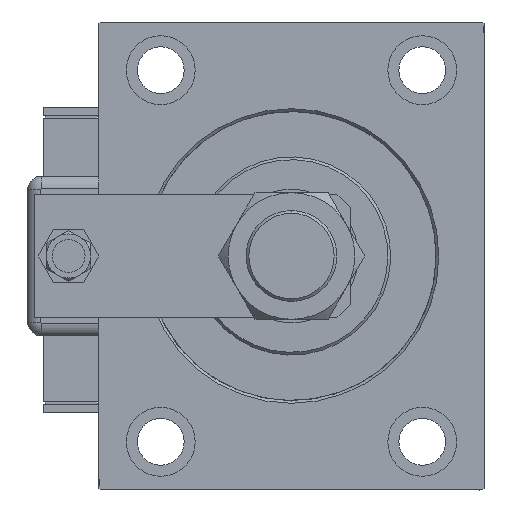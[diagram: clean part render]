
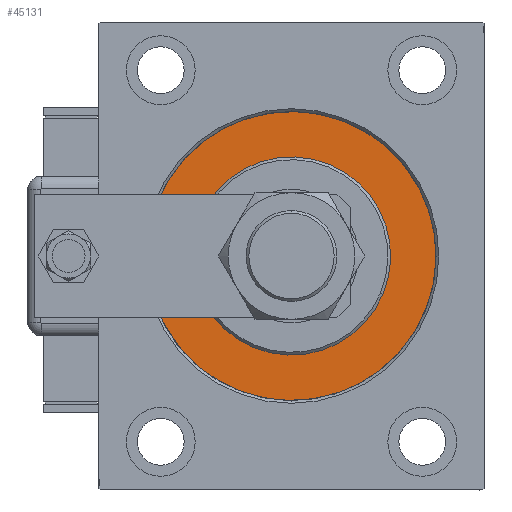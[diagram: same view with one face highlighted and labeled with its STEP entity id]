
A CAD part, left-side view. The second image highlights one B-rep face of the part: STEP entity #45131.
In plain terms, the highlighted face is planar.
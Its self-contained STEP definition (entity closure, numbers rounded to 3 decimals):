
#324 = CIRCLE ( 'NONE', #12273, 36. ) ;
#560 = DIRECTION ( 'NONE',  ( -1., 0., 0. ) ) ;
#1938 = VERTEX_POINT ( 'NONE', #60903 ) ;
#3325 = DIRECTION ( 'NONE',  ( 0., 0., -1. ) ) ;
#3710 = DIRECTION ( 'NONE',  ( -1., 0., 0. ) ) ;
#4969 = DIRECTION ( 'NONE',  ( -1., 0., 0. ) ) ;
#5004 = CARTESIAN_POINT ( 'NONE',  ( 0., 0., 36. ) ) ;
#8710 = ORIENTED_EDGE ( 'NONE', *, *, #10244, .F. ) ;
#10244 = EDGE_CURVE ( 'NONE', #27956, #1938, #22167, .T. ) ;
#12273 = AXIS2_PLACEMENT_3D ( 'NONE', #45799, #27228, #3325 ) ;
#13148 = CARTESIAN_POINT ( 'NONE',  ( 0., 0., 52.5 ) ) ;
#14323 = EDGE_LOOP ( 'NONE', ( #43583, #8710 ) ) ;
#15406 = FACE_BOUND ( 'NONE', #32944, .T. ) ;
#17909 = ORIENTED_EDGE ( 'NONE', *, *, #25634, .F. ) ;
#22167 = CIRCLE ( 'NONE', #46974, 52.5 ) ;
#23209 = CIRCLE ( 'NONE', #50880, 52.5 ) ;
#25298 = EDGE_CURVE ( 'NONE', #1938, #27956, #23209, .T. ) ;
#25634 = EDGE_CURVE ( 'NONE', #43162, #48231, #324, .T. ) ;
#27228 = DIRECTION ( 'NONE',  ( 1., 0., 0. ) ) ;
#27956 = VERTEX_POINT ( 'NONE', #13148 ) ;
#28559 = DIRECTION ( 'NONE',  ( 0., 0., 1. ) ) ;
#29996 = FACE_OUTER_BOUND ( 'NONE', #14323, .T. ) ;
#32944 = EDGE_LOOP ( 'NONE', ( #36497, #17909 ) ) ;
#36497 = ORIENTED_EDGE ( 'NONE', *, *, #60065, .F. ) ;
#38550 = AXIS2_PLACEMENT_3D ( 'NONE', #52325, #560, #48886 ) ;
#41235 = CARTESIAN_POINT ( 'NONE',  ( 0., 0., 0. ) ) ;
#43162 = VERTEX_POINT ( 'NONE', #51852 ) ;
#43583 = ORIENTED_EDGE ( 'NONE', *, *, #25298, .F. ) ;
#43802 = CARTESIAN_POINT ( 'NONE',  ( 0., 0., 0. ) ) ;
#45131 = ADVANCED_FACE ( 'NONE', ( #15406, #29996 ), #57557, .F. ) ;
#45799 = CARTESIAN_POINT ( 'NONE',  ( 0., 0., 0. ) ) ;
#46974 = AXIS2_PLACEMENT_3D ( 'NONE', #51776, #4969, #28559 ) ;
#48231 = VERTEX_POINT ( 'NONE', #5004 ) ;
#48886 = DIRECTION ( 'NONE',  ( 0., 0., 1. ) ) ;
#49358 = DIRECTION ( 'NONE',  ( 0., 0., -1. ) ) ;
#49674 = CIRCLE ( 'NONE', #60396, 36. ) ;
#50880 = AXIS2_PLACEMENT_3D ( 'NONE', #41235, #3710, #55465 ) ;
#51776 = CARTESIAN_POINT ( 'NONE',  ( 0., 0., 0. ) ) ;
#51852 = CARTESIAN_POINT ( 'NONE',  ( 0., 0., -36. ) ) ;
#52325 = CARTESIAN_POINT ( 'NONE',  ( 0., 0., 0. ) ) ;
#55465 = DIRECTION ( 'NONE',  ( 0., 0., 1. ) ) ;
#57557 = PLANE ( 'NONE',  #38550 ) ;
#58631 = DIRECTION ( 'NONE',  ( 1., 0., 0. ) ) ;
#60065 = EDGE_CURVE ( 'NONE', #48231, #43162, #49674, .T. ) ;
#60396 = AXIS2_PLACEMENT_3D ( 'NONE', #43802, #58631, #49358 ) ;
#60903 = CARTESIAN_POINT ( 'NONE',  ( 0., 0., -52.5 ) ) ;
